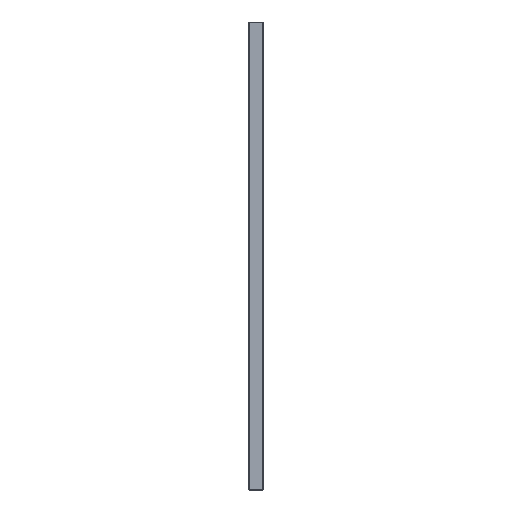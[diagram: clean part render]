
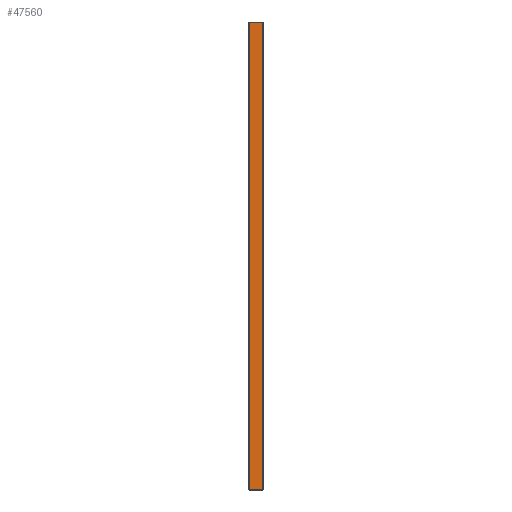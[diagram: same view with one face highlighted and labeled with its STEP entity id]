
A CAD part, front view. The second image highlights one B-rep face of the part: STEP entity #47560.
In plain terms, the highlighted planar face has unit normal (0, -1, 0).
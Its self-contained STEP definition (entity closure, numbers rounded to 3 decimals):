
#37852 = PLANE('',#37853);
#37853 = AXIS2_PLACEMENT_3D('',#37854,#37855,#37856);
#37854 = CARTESIAN_POINT('',(7.5,-15.45,0.05));
#37855 = DIRECTION('',(0.,0.707,0.707));
#37856 = DIRECTION('',(1.,0.,0.));
#38160 = PLANE('',#38161);
#38161 = AXIS2_PLACEMENT_3D('',#38162,#38163,#38164);
#38162 = CARTESIAN_POINT('',(7.5,-15.45,499.95));
#38163 = DIRECTION('',(0.,-0.707,
    0.707));
#38164 = DIRECTION('',(1.,0.,0.));
#38447 = PLANE('',#38448);
#38448 = AXIS2_PLACEMENT_3D('',#38449,#38450,#38451);
#38449 = CARTESIAN_POINT('',(-7.4,-15.4,0.));
#38450 = DIRECTION('',(-0.707,-0.707,
    0.));
#38451 = DIRECTION('',(0.,0.,1.));
#41705 = VERTEX_POINT('',#41706);
#41706 = CARTESIAN_POINT('',(7.4,-15.5,0.1));
#41727 = EDGE_CURVE('',#41705,#41728,#41730,.T.);
#41728 = VERTEX_POINT('',#41729);
#41729 = CARTESIAN_POINT('',(-7.3,-15.5,0.1));
#41730 = SURFACE_CURVE('',#41731,(#41735,#41742),.PCURVE_S1.);
#41731 = LINE('',#41732,#41733);
#41732 = CARTESIAN_POINT('',(7.5,-15.5,0.1));
#41733 = VECTOR('',#41734,1.);
#41734 = DIRECTION('',(-1.,0.,0.));
#41735 = PCURVE('',#37852,#41736);
#41736 = DEFINITIONAL_REPRESENTATION('',(#41737),#41741);
#41737 = LINE('',#41738,#41739);
#41738 = CARTESIAN_POINT('',(0.,-0.071));
#41739 = VECTOR('',#41740,1.);
#41740 = DIRECTION('',(-1.,0.));
#41741 = ( GEOMETRIC_REPRESENTATION_CONTEXT(2) 
PARAMETRIC_REPRESENTATION_CONTEXT() REPRESENTATION_CONTEXT('2D SPACE',''
  ) );
#41742 = PCURVE('',#41743,#41748);
#41743 = PLANE('',#41744);
#41744 = AXIS2_PLACEMENT_3D('',#41745,#41746,#41747);
#41745 = CARTESIAN_POINT('',(7.5,-15.5,0.));
#41746 = DIRECTION('',(0.,-1.,0.));
#41747 = DIRECTION('',(-1.,0.,0.));
#41748 = DEFINITIONAL_REPRESENTATION('',(#41749),#41753);
#41749 = LINE('',#41750,#41751);
#41750 = CARTESIAN_POINT('',(0.,-0.1));
#41751 = VECTOR('',#41752,1.);
#41752 = DIRECTION('',(1.,0.));
#41753 = ( GEOMETRIC_REPRESENTATION_CONTEXT(2) 
PARAMETRIC_REPRESENTATION_CONTEXT() REPRESENTATION_CONTEXT('2D SPACE',''
  ) );
#42020 = VERTEX_POINT('',#42021);
#42021 = CARTESIAN_POINT('',(7.4,-15.5,499.9));
#42042 = EDGE_CURVE('',#42020,#42043,#42045,.T.);
#42043 = VERTEX_POINT('',#42044);
#42044 = CARTESIAN_POINT('',(-7.3,-15.5,499.9));
#42045 = SURFACE_CURVE('',#42046,(#42050,#42057),.PCURVE_S1.);
#42046 = LINE('',#42047,#42048);
#42047 = CARTESIAN_POINT('',(7.5,-15.5,499.9));
#42048 = VECTOR('',#42049,1.);
#42049 = DIRECTION('',(-1.,0.,0.));
#42050 = PCURVE('',#38160,#42051);
#42051 = DEFINITIONAL_REPRESENTATION('',(#42052),#42056);
#42052 = LINE('',#42053,#42054);
#42053 = CARTESIAN_POINT('',(0.,-0.071));
#42054 = VECTOR('',#42055,1.);
#42055 = DIRECTION('',(-1.,0.));
#42056 = ( GEOMETRIC_REPRESENTATION_CONTEXT(2) 
PARAMETRIC_REPRESENTATION_CONTEXT() REPRESENTATION_CONTEXT('2D SPACE',''
  ) );
#42057 = PCURVE('',#41743,#42058);
#42058 = DEFINITIONAL_REPRESENTATION('',(#42059),#42063);
#42059 = LINE('',#42060,#42061);
#42060 = CARTESIAN_POINT('',(0.,-499.9));
#42061 = VECTOR('',#42062,1.);
#42062 = DIRECTION('',(1.,0.));
#42063 = ( GEOMETRIC_REPRESENTATION_CONTEXT(2) 
PARAMETRIC_REPRESENTATION_CONTEXT() REPRESENTATION_CONTEXT('2D SPACE',''
  ) );
#42199 = EDGE_CURVE('',#41728,#42043,#42200,.T.);
#42200 = SURFACE_CURVE('',#42201,(#42205,#42212),.PCURVE_S1.);
#42201 = LINE('',#42202,#42203);
#42202 = CARTESIAN_POINT('',(-7.3,-15.5,0.));
#42203 = VECTOR('',#42204,1.);
#42204 = DIRECTION('',(0.,0.,1.));
#42205 = PCURVE('',#38447,#42206);
#42206 = DEFINITIONAL_REPRESENTATION('',(#42207),#42211);
#42207 = LINE('',#42208,#42209);
#42208 = CARTESIAN_POINT('',(0.,-0.141));
#42209 = VECTOR('',#42210,1.);
#42210 = DIRECTION('',(1.,0.));
#42211 = ( GEOMETRIC_REPRESENTATION_CONTEXT(2) 
PARAMETRIC_REPRESENTATION_CONTEXT() REPRESENTATION_CONTEXT('2D SPACE',''
  ) );
#42212 = PCURVE('',#41743,#42213);
#42213 = DEFINITIONAL_REPRESENTATION('',(#42214),#42218);
#42214 = LINE('',#42215,#42216);
#42215 = CARTESIAN_POINT('',(14.8,0.));
#42216 = VECTOR('',#42217,1.);
#42217 = DIRECTION('',(0.,-1.));
#42218 = ( GEOMETRIC_REPRESENTATION_CONTEXT(2) 
PARAMETRIC_REPRESENTATION_CONTEXT() REPRESENTATION_CONTEXT('2D SPACE',''
  ) );
#47212 = PLANE('',#47213);
#47213 = AXIS2_PLACEMENT_3D('',#47214,#47215,#47216);
#47214 = CARTESIAN_POINT('',(7.45,-15.45,0.));
#47215 = DIRECTION('',(0.707,-0.707,0.));
#47216 = DIRECTION('',(0.,0.,1.));
#47560 = ADVANCED_FACE('',(#47561),#41743,.T.);
#47561 = FACE_BOUND('',#47562,.T.);
#47562 = EDGE_LOOP('',(#47563,#47584,#47585,#47586));
#47563 = ORIENTED_EDGE('',*,*,#47564,.T.);
#47564 = EDGE_CURVE('',#41705,#42020,#47565,.T.);
#47565 = SURFACE_CURVE('',#47566,(#47570,#47577),.PCURVE_S1.);
#47566 = LINE('',#47567,#47568);
#47567 = CARTESIAN_POINT('',(7.4,-15.5,0.));
#47568 = VECTOR('',#47569,1.);
#47569 = DIRECTION('',(0.,0.,1.));
#47570 = PCURVE('',#41743,#47571);
#47571 = DEFINITIONAL_REPRESENTATION('',(#47572),#47576);
#47572 = LINE('',#47573,#47574);
#47573 = CARTESIAN_POINT('',(0.1,0.));
#47574 = VECTOR('',#47575,1.);
#47575 = DIRECTION('',(0.,-1.));
#47576 = ( GEOMETRIC_REPRESENTATION_CONTEXT(2) 
PARAMETRIC_REPRESENTATION_CONTEXT() REPRESENTATION_CONTEXT('2D SPACE',''
  ) );
#47577 = PCURVE('',#47212,#47578);
#47578 = DEFINITIONAL_REPRESENTATION('',(#47579),#47583);
#47579 = LINE('',#47580,#47581);
#47580 = CARTESIAN_POINT('',(0.,0.071));
#47581 = VECTOR('',#47582,1.);
#47582 = DIRECTION('',(1.,0.));
#47583 = ( GEOMETRIC_REPRESENTATION_CONTEXT(2) 
PARAMETRIC_REPRESENTATION_CONTEXT() REPRESENTATION_CONTEXT('2D SPACE',''
  ) );
#47584 = ORIENTED_EDGE('',*,*,#42042,.T.);
#47585 = ORIENTED_EDGE('',*,*,#42199,.F.);
#47586 = ORIENTED_EDGE('',*,*,#41727,.F.);
